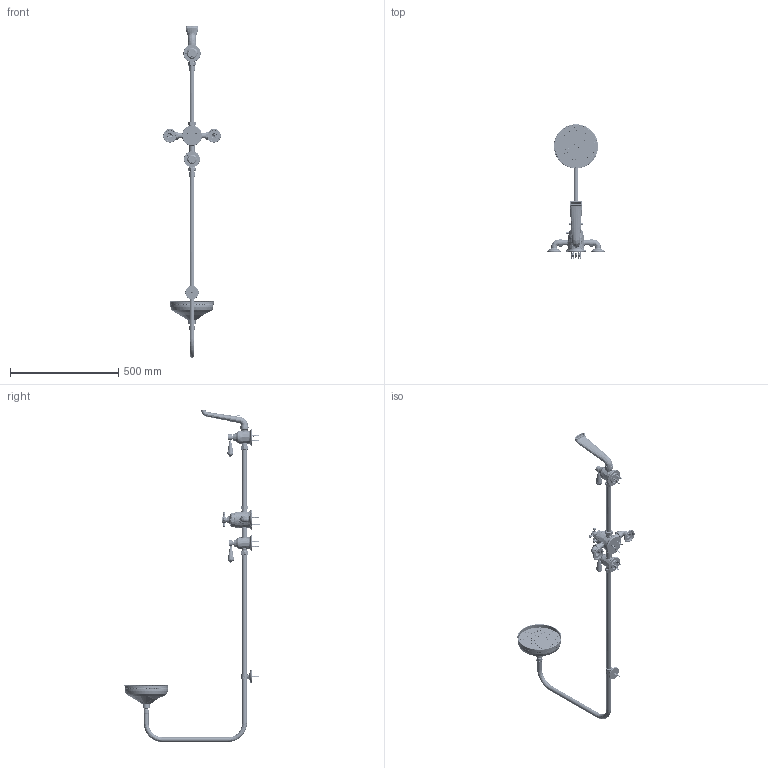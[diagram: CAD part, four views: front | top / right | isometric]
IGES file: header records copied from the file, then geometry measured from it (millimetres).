
Global section: file name: V2K3AXSC; native system: Autodesk Inventor 2018; preprocessor: unknown; author: adaniels; date: 20181024.095449; units: millimetre
Bounding box: 265.93 x 627.09 x 1535.14 mm (x, y, z)
Volume: 2648056.1 mm3; surface area: 863597 mm2
Topology: 168 solids, 172 shells, 7213 faces, 19956 edges, 13423 vertices
Faces by surface type: bspline 7213
